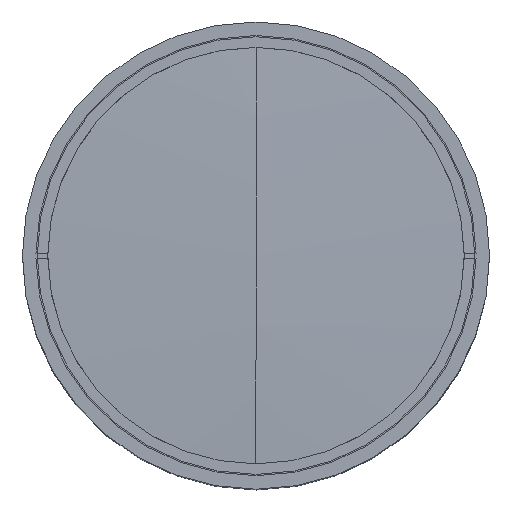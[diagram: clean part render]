
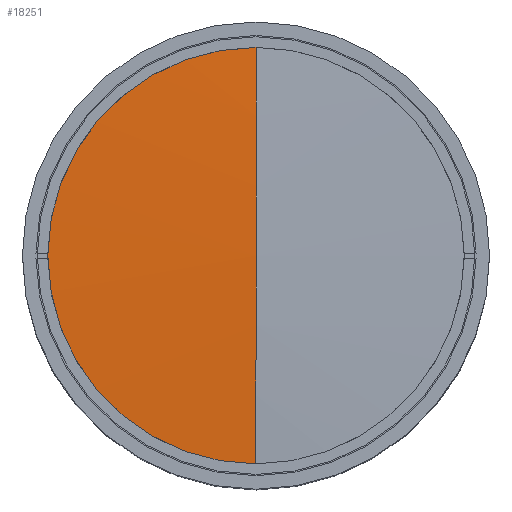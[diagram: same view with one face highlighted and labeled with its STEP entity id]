
A CAD part, top view. The second image highlights one B-rep face of the part: STEP entity #18251.
In plain terms, the highlighted spherical face has radius 1260.71 mm.
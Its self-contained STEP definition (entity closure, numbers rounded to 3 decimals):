
#248 = DIRECTION ( 'NONE',  ( 0., 0., -1. ) ) ;
#317 = VERTEX_POINT ( 'NONE', #25848 ) ;
#648 = DIRECTION ( 'NONE',  ( 0., 0., 1. ) ) ;
#1735 = CARTESIAN_POINT ( 'NONE',  ( 0., 0., 0. ) ) ;
#2104 = DIRECTION ( 'NONE',  ( 1., 0., 0. ) ) ;
#2212 = DIRECTION ( 'NONE',  ( 0., 0., -1. ) ) ;
#4224 = EDGE_CURVE ( 'NONE', #10406, #18539, #8899, .T. ) ;
#4252 = ORIENTED_EDGE ( 'NONE', *, *, #4224, .T. ) ;
#4401 = DIRECTION ( 'NONE',  ( 0., 1., 0. ) ) ;
#4679 = CIRCLE ( 'NONE', #21255, 61.793 ) ;
#5983 = DIRECTION ( 'NONE',  ( 0., 0., 1. ) ) ;
#6724 = ORIENTED_EDGE ( 'NONE', *, *, #20166, .T. ) ;
#8853 = FACE_OUTER_BOUND ( 'NONE', #16301, .T. ) ;
#8899 = CIRCLE ( 'NONE', #16005, 61.793 ) ;
#8994 = ORIENTED_EDGE ( 'NONE', *, *, #10110, .T. ) ;
#9133 = CARTESIAN_POINT ( 'NONE',  ( 1260.71, 0., 0. ) ) ;
#10110 = EDGE_CURVE ( 'NONE', #18539, #12569, #26038, .T. ) ;
#10406 = VERTEX_POINT ( 'NONE', #23847 ) ;
#12569 = VERTEX_POINT ( 'NONE', #1735 ) ;
#12733 = AXIS2_PLACEMENT_3D ( 'NONE', #22521, #2212, #29311 ) ;
#16005 = AXIS2_PLACEMENT_3D ( 'NONE', #16380, #19058, #23662 ) ;
#16006 = ORIENTED_EDGE ( 'NONE', *, *, #17151, .F. ) ;
#16301 = EDGE_LOOP ( 'NONE', ( #6724, #4252, #8994, #16006 ) ) ;
#16380 = CARTESIAN_POINT ( 'NONE',  ( 1.515, 0., 0. ) ) ;
#17151 = EDGE_CURVE ( 'NONE', #317, #12569, #18713, .T. ) ;
#18251 = ADVANCED_FACE ( 'NONE', ( #8853 ), #24728, .T. ) ;
#18539 = VERTEX_POINT ( 'NONE', #24118 ) ;
#18713 = CIRCLE ( 'NONE', #26307, 1260.71 ) ;
#19058 = DIRECTION ( 'NONE',  ( -1., 0., 0. ) ) ;
#20166 = EDGE_CURVE ( 'NONE', #317, #10406, #4679, .T. ) ;
#21133 = AXIS2_PLACEMENT_3D ( 'NONE', #9133, #248, #4401 ) ;
#21255 = AXIS2_PLACEMENT_3D ( 'NONE', #23652, #25432, #648 ) ;
#22521 = CARTESIAN_POINT ( 'NONE',  ( 1260.71, 0., 0. ) ) ;
#23652 = CARTESIAN_POINT ( 'NONE',  ( 1.515, 0., 0. ) ) ;
#23662 = DIRECTION ( 'NONE',  ( 0., 0., 1. ) ) ;
#23847 = CARTESIAN_POINT ( 'NONE',  ( 1.515, 0., -61.793 ) ) ;
#24118 = CARTESIAN_POINT ( 'NONE',  ( 1.515, -61.793, 0. ) ) ;
#24728 = SPHERICAL_SURFACE ( 'NONE', #21133, 1260.71 ) ;
#25432 = DIRECTION ( 'NONE',  ( -1., 0., 0. ) ) ;
#25848 = CARTESIAN_POINT ( 'NONE',  ( 1.515, 61.793, 0. ) ) ;
#26038 = CIRCLE ( 'NONE', #12733, 1260.71 ) ;
#26307 = AXIS2_PLACEMENT_3D ( 'NONE', #26449, #5983, #2104 ) ;
#26449 = CARTESIAN_POINT ( 'NONE',  ( 1260.71, 0., 0. ) ) ;
#29311 = DIRECTION ( 'NONE',  ( 0., 1., 0. ) ) ;
